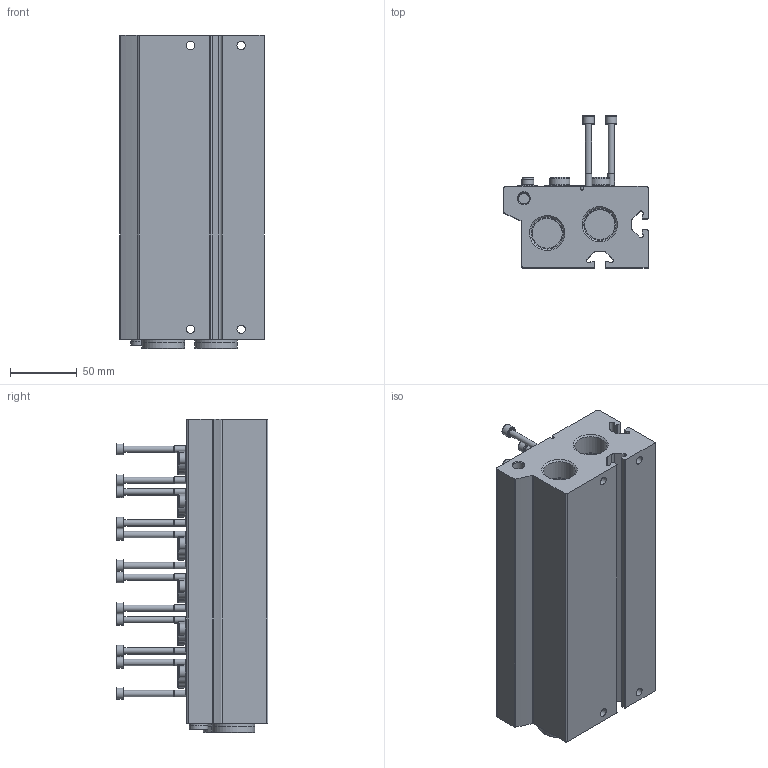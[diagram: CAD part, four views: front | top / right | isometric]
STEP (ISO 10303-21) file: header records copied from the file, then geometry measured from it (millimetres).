
FILE_DESCRIPTION(/* description */ ('STEP AP214'),/* implementation_level */ '2;1');
FILE_NAME(/* name */ '8026399_VABM-B10-30E-G34-6-P3',/* time_stamp */ '2024-09-15T22:43:14+02:00',/* author */ ('License CC BY-ND 4.0'),/* organization */ ('CADENAS'),/* preprocessor_version */ 'ST-DEVELOPER v19.3',/* originating_system */ 'PARTsolutions',/* authorisation */ ' ');
FILE_SCHEMA (('AUTOMOTIVE_DESIGN {1 0 10303 214 3 1 1}'));
Length unit declared in the file: millimetre
Products named in the file (7): 8026399 VABM-B10-30E-G34-6-P3; 8026399 VABM-B10-30E-G34-6-P3---(M); 1841579 VUVS-G38-2---(S); 2191444 F-M5x60-10.9; 1354302 VUVS-G18---(S); 3572 B-3/4---(Plug); 3568 B-1/8---(Plug)
Assembly tree (28 placements, depth 2):
  8026399 VABM-B10-30E-G34-6-P3
    8026399 VABM-B10-30E-G34-6-P3---(M)
    1841579 VUVS-G38-2---(S)  x6
    2191444 F-M5x60-10.9  x12
    1354302 VUVS-G18---(S)  x6
    3572 B-3/4---(Plug)  x2
    3568 B-1/8---(Plug)
Bounding box: 108.2 x 113.9 x 234.95 mm (x, y, z)
Volume: 1134404.1 mm3; surface area: 204109.4 mm2
Topology: 28 solids, 28 shells, 1103 faces, 2620 edges, 1659 vertices
Faces by surface type: plane 522, cylinder 333, cone 197, torus 51
Full cylindrical faces by diameter (mm): 3.5 x1, 4.134 x16, 4.75 x12, 5 x12, 5.5 x6, 6 x6, 6.3 x4, 8.2 x1, 8.5 x12, 8.566 x2, 8.9 x6, 9 x12, 9.728 x1, 10.8 x6, 12 x12, 12.6 x1, 14 x2, 15 x6, 15.1 x12, 18.1 x12, 22.8 x2, 24.117 x4, 26.441 x2, 28.8 x2, 32 x4
Entity records: 10410 total; most frequent: CARTESIAN_POINT 1990, DIRECTION 1767, ORIENTED_EDGE 1414, EDGE_CURVE 707, AXIS2_PLACEMENT_3D 704, FACE_BOUND 610, EDGE_LOOP 593, VERTEX_POINT 547
